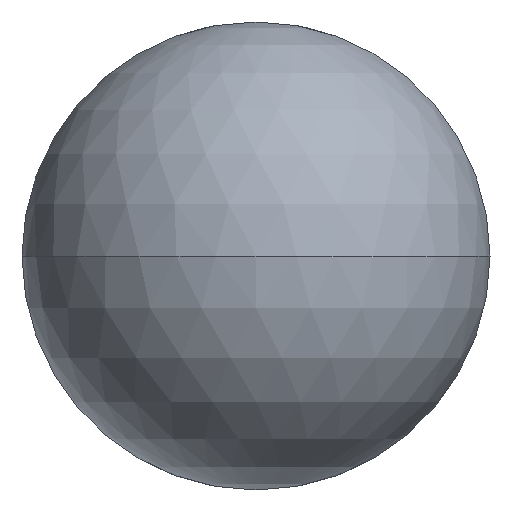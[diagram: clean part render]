
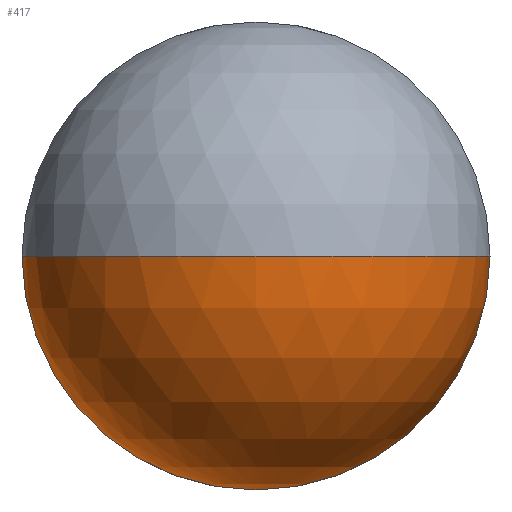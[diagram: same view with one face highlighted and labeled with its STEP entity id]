
A CAD part, front view. The second image highlights one B-rep face of the part: STEP entity #417.
In plain terms, the highlighted spherical face has radius 3.175 mm.
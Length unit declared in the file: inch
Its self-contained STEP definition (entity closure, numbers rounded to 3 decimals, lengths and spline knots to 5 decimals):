
#2 = CARTESIAN_POINT ( 'NONE',  ( -0.125, 0.125, 0. ) ) ;
#16 = FACE_OUTER_BOUND ( 'NONE', #509, .T. ) ;
#20 = ORIENTED_EDGE ( 'NONE', *, *, #36, .T. ) ;
#24 = CIRCLE ( 'NONE', #102, 0.125 ) ;
#29 = EDGE_CURVE ( 'NONE', #153, #499, #419, .T. ) ;
#36 = EDGE_CURVE ( 'NONE', #249, #422, #24, .T. ) ;
#44 = CARTESIAN_POINT ( 'NONE',  ( 0.125, 0.125, 0. ) ) ;
#54 = ORIENTED_EDGE ( 'NONE', *, *, #29, .T. ) ;
#77 = DIRECTION ( 'NONE',  ( 0., 0., -1. ) ) ;
#81 = DIRECTION ( 'NONE',  ( 1., 0., 0. ) ) ;
#102 = AXIS2_PLACEMENT_3D ( 'NONE', #406, #208, #246 ) ;
#112 = CIRCLE ( 'NONE', #122, 0.125 ) ;
#113 = DIRECTION ( 'NONE',  ( 0., 0., 1. ) ) ;
#116 = DIRECTION ( 'NONE',  ( 0., -1., 0. ) ) ;
#117 = CARTESIAN_POINT ( 'NONE',  ( 0., 0.125, 0. ) ) ;
#122 = AXIS2_PLACEMENT_3D ( 'NONE', #117, #398, #282 ) ;
#153 = VERTEX_POINT ( 'NONE', #2 ) ;
#189 = DIRECTION ( 'NONE',  ( -1., 0., 0. ) ) ;
#208 = DIRECTION ( 'NONE',  ( 0., 0., -1. ) ) ;
#222 = CARTESIAN_POINT ( 'NONE',  ( 0., 0., 0. ) ) ;
#246 = DIRECTION ( 'NONE',  ( -1., 0., 0. ) ) ;
#249 = VERTEX_POINT ( 'NONE', #44 ) ;
#265 = SPHERICAL_SURFACE ( 'NONE', #413, 0.125 ) ;
#282 = DIRECTION ( 'NONE',  ( 0., 0., -1. ) ) ;
#287 = AXIS2_PLACEMENT_3D ( 'NONE', #362, #113, #81 ) ;
#295 = EDGE_CURVE ( 'NONE', #153, #422, #450, .T. ) ;
#310 = CARTESIAN_POINT ( 'NONE',  ( 0., 0.125, 0. ) ) ;
#319 = ORIENTED_EDGE ( 'NONE', *, *, #295, .F. ) ;
#344 = ORIENTED_EDGE ( 'NONE', *, *, #353, .T. ) ;
#353 = EDGE_CURVE ( 'NONE', #499, #249, #112, .T. ) ;
#362 = CARTESIAN_POINT ( 'NONE',  ( 0., 0.125, 0. ) ) ;
#398 = DIRECTION ( 'NONE',  ( 0., -1., 0. ) ) ;
#404 = CARTESIAN_POINT ( 'NONE',  ( 0., 0.125, -0.125 ) ) ;
#406 = CARTESIAN_POINT ( 'NONE',  ( 0., 0.125, 0. ) ) ;
#413 = AXIS2_PLACEMENT_3D ( 'NONE', #310, #430, #189 ) ;
#417 = ADVANCED_FACE ( 'NONE', ( #16 ), #265, .T. ) ;
#419 = CIRCLE ( 'NONE', #437, 0.125 ) ;
#422 = VERTEX_POINT ( 'NONE', #222 ) ;
#430 = DIRECTION ( 'NONE',  ( 0., 0., -1. ) ) ;
#437 = AXIS2_PLACEMENT_3D ( 'NONE', #478, #116, #77 ) ;
#450 = CIRCLE ( 'NONE', #287, 0.125 ) ;
#478 = CARTESIAN_POINT ( 'NONE',  ( 0., 0.125, 0. ) ) ;
#499 = VERTEX_POINT ( 'NONE', #404 ) ;
#509 = EDGE_LOOP ( 'NONE', ( #54, #344, #20, #319 ) ) ;
